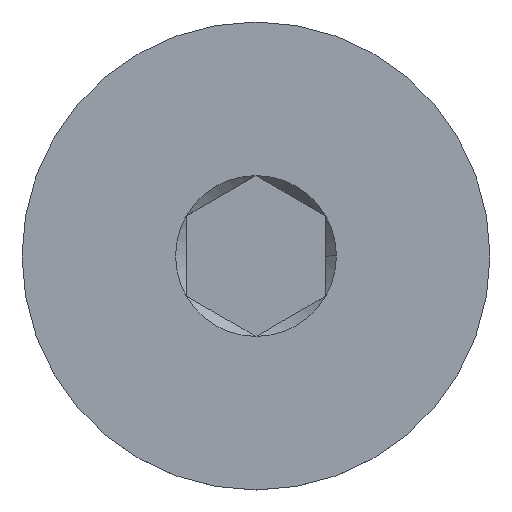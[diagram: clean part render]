
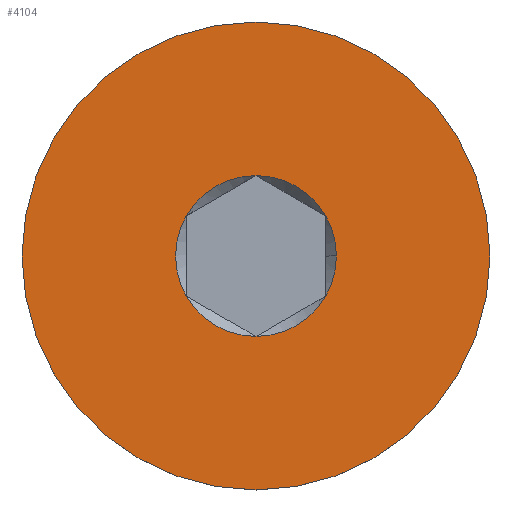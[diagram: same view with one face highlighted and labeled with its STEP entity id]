
A CAD part, top view. The second image highlights one B-rep face of the part: STEP entity #4104.
In plain terms, the highlighted planar face has unit normal (0, 0, 1).
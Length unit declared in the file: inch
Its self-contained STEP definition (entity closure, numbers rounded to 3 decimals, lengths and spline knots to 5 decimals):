
#36 = VERTEX_POINT ( 'NONE', #1216 ) ;
#40 = VERTEX_POINT ( 'NONE', #1212 ) ;
#71 = CIRCLE ( 'NONE', #4924, 0.084 ) ;
#86 = CIRCLE ( 'NONE', #4929, 0.02887 ) ;
#260 = FACE_BOUND ( 'NONE', #3037, .T. ) ;
#266 = FACE_OUTER_BOUND ( 'NONE', #3099, .T. ) ;
#314 = CIRCLE ( 'NONE', #994, 0.02887 ) ;
#316 = CIRCLE ( 'NONE', #992, 0.084 ) ;
#317 = CIRCLE ( 'NONE', #993, 0.02887 ) ;
#318 = CIRCLE ( 'NONE', #995, 0.02887 ) ;
#319 = CIRCLE ( 'NONE', #996, 0.02887 ) ;
#320 = CIRCLE ( 'NONE', #997, 0.02887 ) ;
#321 = CIRCLE ( 'NONE', #998, 0.02887 ) ;
#824 = VERTEX_POINT ( 'NONE', #1683 ) ;
#861 = VERTEX_POINT ( 'NONE', #1264 ) ;
#882 = VERTEX_POINT ( 'NONE', #1144 ) ;
#923 = VERTEX_POINT ( 'NONE', #1459 ) ;
#929 = VERTEX_POINT ( 'NONE', #1545 ) ;
#992 = AXIS2_PLACEMENT_3D ( 'NONE', #2547, #2548, #2549 ) ;
#993 = AXIS2_PLACEMENT_3D ( 'NONE', #2550, #2551, #2552 ) ;
#994 = AXIS2_PLACEMENT_3D ( 'NONE', #2553, #2554, #2555 ) ;
#995 = AXIS2_PLACEMENT_3D ( 'NONE', #2556, #2557, #2558 ) ;
#996 = AXIS2_PLACEMENT_3D ( 'NONE', #2559, #2560, #2561 ) ;
#997 = AXIS2_PLACEMENT_3D ( 'NONE', #2562, #2563, #2564 ) ;
#998 = AXIS2_PLACEMENT_3D ( 'NONE', #2566, #2567, #2568 ) ;
#1116 = DIRECTION ( 'NONE',  ( 1., 0., 0. ) ) ;
#1117 = DIRECTION ( 'NONE',  ( 0., 0., 1. ) ) ;
#1144 = CARTESIAN_POINT ( 'NONE',  ( 0.02887, 0., 0. ) ) ;
#1212 = CARTESIAN_POINT ( 'NONE',  ( -0.025, -0.01443, 0. ) ) ;
#1216 = CARTESIAN_POINT ( 'NONE',  ( 0., -0.02887, 0. ) ) ;
#1228 = CARTESIAN_POINT ( 'NONE',  ( 0.025, 0.01443, 0. ) ) ;
#1264 = CARTESIAN_POINT ( 'NONE',  ( 0.025, -0.01443, 0. ) ) ;
#1288 = CARTESIAN_POINT ( 'NONE',  ( -0.025, 0.01443, 0. ) ) ;
#1333 = PLANE ( 'NONE',  #4993 ) ;
#1337 = DIRECTION ( 'NONE',  ( 0., 0., 1. ) ) ;
#1353 = CARTESIAN_POINT ( 'NONE',  ( 0., 0., 0. ) ) ;
#1428 = CARTESIAN_POINT ( 'NONE',  ( 0., 0., 0. ) ) ;
#1459 = CARTESIAN_POINT ( 'NONE',  ( 0., 0.02887, 0. ) ) ;
#1545 = CARTESIAN_POINT ( 'NONE',  ( 0., -0.084, 0. ) ) ;
#1563 = DIRECTION ( 'NONE',  ( 0., -1., 0. ) ) ;
#1564 = DIRECTION ( 'NONE',  ( 0., 0., 1. ) ) ;
#1651 = DIRECTION ( 'NONE',  ( 0., -1., 0. ) ) ;
#1683 = CARTESIAN_POINT ( 'NONE',  ( 0., 0.084, 0. ) ) ;
#1728 = CARTESIAN_POINT ( 'NONE',  ( 0., -0.0365, 0. ) ) ;
#1790 = VERTEX_POINT ( 'NONE', #1228 ) ;
#2547 = CARTESIAN_POINT ( 'NONE',  ( 0., 0., 0. ) ) ;
#2548 = DIRECTION ( 'NONE',  ( 0., 0., 1. ) ) ;
#2549 = DIRECTION ( 'NONE',  ( 0., -1., 0. ) ) ;
#2550 = CARTESIAN_POINT ( 'NONE',  ( 0., 0., 0. ) ) ;
#2551 = DIRECTION ( 'NONE',  ( 0., 0., 1. ) ) ;
#2552 = DIRECTION ( 'NONE',  ( 1., 0., 0. ) ) ;
#2553 = CARTESIAN_POINT ( 'NONE',  ( 0., 0., 0. ) ) ;
#2554 = DIRECTION ( 'NONE',  ( 0., 0., 1. ) ) ;
#2555 = DIRECTION ( 'NONE',  ( 1., 0., 0. ) ) ;
#2556 = CARTESIAN_POINT ( 'NONE',  ( 0., 0., 0. ) ) ;
#2557 = DIRECTION ( 'NONE',  ( 0., 0., 1. ) ) ;
#2558 = DIRECTION ( 'NONE',  ( 1., 0., 0. ) ) ;
#2559 = CARTESIAN_POINT ( 'NONE',  ( 0., 0., 0. ) ) ;
#2560 = DIRECTION ( 'NONE',  ( 0., 0., 1. ) ) ;
#2561 = DIRECTION ( 'NONE',  ( 1., 0., 0. ) ) ;
#2562 = CARTESIAN_POINT ( 'NONE',  ( 0., 0., 0. ) ) ;
#2563 = DIRECTION ( 'NONE',  ( 0., 0., 1. ) ) ;
#2564 = DIRECTION ( 'NONE',  ( 1., 0., 0. ) ) ;
#2566 = CARTESIAN_POINT ( 'NONE',  ( 0., 0., 0. ) ) ;
#2567 = DIRECTION ( 'NONE',  ( 0., 0., 1. ) ) ;
#2568 = DIRECTION ( 'NONE',  ( 1., 0., 0. ) ) ;
#2958 = ORIENTED_EDGE ( 'NONE', *, *, #4895, .F. ) ;
#2959 = ORIENTED_EDGE ( 'NONE', *, *, #3318, .T. ) ;
#2963 = ORIENTED_EDGE ( 'NONE', *, *, #3330, .F. ) ;
#2990 = ORIENTED_EDGE ( 'NONE', *, *, #4889, .T. ) ;
#3037 = EDGE_LOOP ( 'NONE', ( #3272, #3286, #3270, #3295, #3300, #2963, #2958 ) ) ;
#3099 = EDGE_LOOP ( 'NONE', ( #2959, #2990 ) ) ;
#3270 = ORIENTED_EDGE ( 'NONE', *, *, #4892, .F. ) ;
#3272 = ORIENTED_EDGE ( 'NONE', *, *, #4890, .F. ) ;
#3285 = VERTEX_POINT ( 'NONE', #1288 ) ;
#3286 = ORIENTED_EDGE ( 'NONE', *, *, #4891, .F. ) ;
#3295 = ORIENTED_EDGE ( 'NONE', *, *, #4893, .F. ) ;
#3300 = ORIENTED_EDGE ( 'NONE', *, *, #4894, .F. ) ;
#3318 = EDGE_CURVE ( 'NONE', #929, #824, #71, .T. ) ;
#3330 = EDGE_CURVE ( 'NONE', #882, #1790, #86, .T. ) ;
#4104 = ADVANCED_FACE ( 'NONE', ( #260, #266 ), #1333, .T. ) ;
#4889 = EDGE_CURVE ( 'NONE', #824, #929, #316, .T. ) ;
#4890 = EDGE_CURVE ( 'NONE', #36, #861, #317, .T. ) ;
#4891 = EDGE_CURVE ( 'NONE', #40, #36, #314, .T. ) ;
#4892 = EDGE_CURVE ( 'NONE', #3285, #40, #318, .T. ) ;
#4893 = EDGE_CURVE ( 'NONE', #923, #3285, #319, .T. ) ;
#4894 = EDGE_CURVE ( 'NONE', #1790, #923, #320, .T. ) ;
#4895 = EDGE_CURVE ( 'NONE', #861, #882, #321, .T. ) ;
#4924 = AXIS2_PLACEMENT_3D ( 'NONE', #1428, #1337, #1651 ) ;
#4929 = AXIS2_PLACEMENT_3D ( 'NONE', #1353, #1117, #1116 ) ;
#4993 = AXIS2_PLACEMENT_3D ( 'NONE', #1728, #1564, #1563 ) ;
